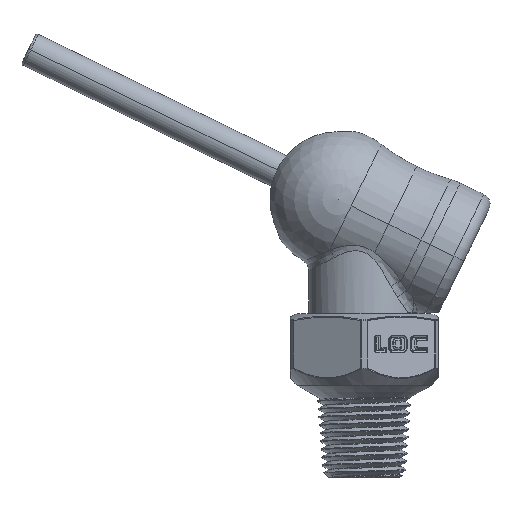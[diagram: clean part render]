
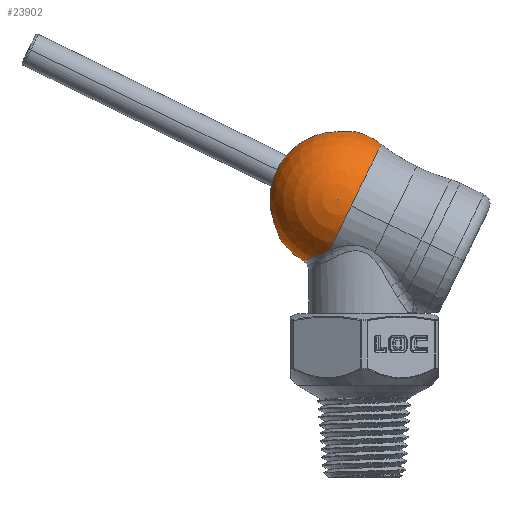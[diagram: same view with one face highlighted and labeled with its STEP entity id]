
A CAD part, top view. The second image highlights one B-rep face of the part: STEP entity #23902.
In plain terms, the highlighted spherical face has radius 8.039 mm.
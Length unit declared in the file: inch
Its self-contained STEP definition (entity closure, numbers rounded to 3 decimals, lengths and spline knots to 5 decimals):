
#1947 = B_SPLINE_CURVE_WITH_KNOTS ( 'NONE', 3,
 ( #29939, #29950, #29944, #29938, #29937, #29936, #29935, #29934, #29933, #29932, #29931, #29930, #29929, #29928 ),
 .UNSPECIFIED., .F., .F.,
 ( 4, 2, 2, 2, 2, 2, 4 ),
 ( 0., 0.0004, 0.00079, 0.00119, 0.00159, 0.00238, 0.00317 ),
 .UNSPECIFIED. ) ;
#1948 = B_SPLINE_CURVE_WITH_KNOTS ( 'NONE', 3,
 ( #29922, #29927, #29926, #29921, #29920, #29919, #29918, #29917, #29916, #29915, #29914, #29913, #29912, #15281 ),
 .UNSPECIFIED., .F., .F.,
 ( 4, 2, 2, 2, 2, 2, 4 ),
 ( 0., 0.0004, 0.00079, 0.00119, 0.00159, 0.00238, 0.00317 ),
 .UNSPECIFIED. ) ;
#1967 = B_SPLINE_CURVE_WITH_KNOTS ( 'NONE', 3,
 ( #15283, #15285, #15282, #15368, #15311, #15287, #15321, #15286, #15290, #15307, #15306, #15297, #15308, #15303 ),
 .UNSPECIFIED., .F., .F.,
 ( 4, 2, 2, 2, 2, 2, 4 ),
 ( 0.00664, 0.0083, 0.00913, 0.00996, 0.01162, 0.01245, 0.01328 ),
 .UNSPECIFIED. ) ;
#2939 = DIRECTION ( 'NONE',  ( 0., 1., 0. ) ) ;
#2940 = DIRECTION ( 'NONE',  ( 0., 0., -1. ) ) ;
#2941 = CARTESIAN_POINT ( 'NONE',  ( 0., 0., 0. ) ) ;
#3223 = DIRECTION ( 'NONE',  ( 0., 0., 1. ) ) ;
#3224 = DIRECTION ( 'NONE',  ( -1., 0., 0. ) ) ;
#3225 = CARTESIAN_POINT ( 'NONE',  ( 0.06587, 0., 0. ) ) ;
#3227 = DIRECTION ( 'NONE',  ( -1., 0., 0. ) ) ;
#3239 = CARTESIAN_POINT ( 'NONE',  ( 0.06587, 0., 0. ) ) ;
#3241 = DIRECTION ( 'NONE',  ( 0., 0., 1. ) ) ;
#4352 = CARTESIAN_POINT ( 'NONE',  ( 0.06587, 0.30957, 0. ) ) ;
#4361 = CARTESIAN_POINT ( 'NONE',  ( -0.06183, 0.3104, 0. ) ) ;
#4367 = CARTESIAN_POINT ( 'NONE',  ( -0.15472, -0.2761, 0. ) ) ;
#4382 = CARTESIAN_POINT ( 'NONE',  ( -0.01876, -0.31594, 0. ) ) ;
#4394 = CARTESIAN_POINT ( 'NONE',  ( 0.06587, -0.22126, 0.21651 ) ) ;
#4397 = CARTESIAN_POINT ( 'NONE',  ( 0.06587, 0., 0.30957 ) ) ;
#5295 = DIRECTION ( 'NONE',  ( 0., 0., -1. ) ) ;
#5297 = CARTESIAN_POINT ( 'NONE',  ( 0., 0., 0. ) ) ;
#5299 = DIRECTION ( 'NONE',  ( 0., 1., 0. ) ) ;
#7905 = EDGE_CURVE ( 'NONE', #9170, #20356, #1947, .T. ) ;
#7906 = EDGE_CURVE ( 'NONE', #9170, #9127, #17725, .T. ) ;
#7907 = EDGE_CURVE ( 'NONE', #20352, #9127, #1948, .T. ) ;
#7908 = EDGE_CURVE ( 'NONE', #20368, #20376, #1967, .T. ) ;
#7929 = EDGE_CURVE ( 'NONE', #20350, #20352, #17736, .T. ) ;
#7974 = EDGE_CURVE ( 'NONE', #20376, #20378, #17839, .T. ) ;
#7975 = EDGE_CURVE ( 'NONE', #20378, #20350, #17841, .T. ) ;
#8000 = EDGE_CURVE ( 'NONE', #20368, #20356, #17893, .T. ) ;
#9127 = VERTEX_POINT ( 'NONE', #28726 ) ;
#9170 = VERTEX_POINT ( 'NONE', #28766 ) ;
#14208 = AXIS2_PLACEMENT_3D ( 'NONE', #5297, #5295, #5299 ) ;
#15215 = DIRECTION ( 'NONE',  ( 1., 0., 0. ) ) ;
#15216 = DIRECTION ( 'NONE',  ( 0., 0., 1. ) ) ;
#15217 = CARTESIAN_POINT ( 'NONE',  ( 0., 0., 0. ) ) ;
#15281 = CARTESIAN_POINT ( 'NONE',  ( -0.13379, 0.27545, 0.08 ) ) ;
#15282 = CARTESIAN_POINT ( 'NONE',  ( -0.01671, -0.31379, 0.04365 ) ) ;
#15283 = CARTESIAN_POINT ( 'NONE',  ( -0.01876, -0.31594, 0. ) ) ;
#15285 = CARTESIAN_POINT ( 'NONE',  ( -0.01876, -0.31594, 0.02207 ) ) ;
#15286 = CARTESIAN_POINT ( 'NONE',  ( 0.0124, -0.28255, 0.14374 ) ) ;
#15287 = CARTESIAN_POINT ( 'NONE',  ( -0.00229, -0.29845, 0.1059 ) ) ;
#15290 = CARTESIAN_POINT ( 'NONE',  ( 0.0217, -0.27235, 0.16126 ) ) ;
#15297 = CARTESIAN_POINT ( 'NONE',  ( 0.05388, -0.23556, 0.2047 ) ) ;
#15303 = CARTESIAN_POINT ( 'NONE',  ( 0.06587, -0.22126, 0.21651 ) ) ;
#15306 = CARTESIAN_POINT ( 'NONE',  ( 0.04255, -0.24872, 0.19137 ) ) ;
#15307 = CARTESIAN_POINT ( 'NONE',  ( 0.03714, -0.25491, 0.18421 ) ) ;
#15308 = CARTESIAN_POINT ( 'NONE',  ( 0.0598, -0.22856, 0.21089 ) ) ;
#15311 = CARTESIAN_POINT ( 'NONE',  ( -0.00817, -0.30474, 0.08579 ) ) ;
#15321 = CARTESIAN_POINT ( 'NONE',  ( 0.00108, -0.29483, 0.11562 ) ) ;
#15368 = CARTESIAN_POINT ( 'NONE',  ( -0.01069, -0.30742, 0.07531 ) ) ;
#17052 = AXIS2_PLACEMENT_3D ( 'NONE', #29925, #29924, #29923 ) ;
#17061 = AXIS2_PLACEMENT_3D ( 'NONE', #15217, #15216, #15215 ) ;
#17085 = AXIS2_PLACEMENT_3D ( 'NONE', #3225, #3224, #3223 ) ;
#17086 = AXIS2_PLACEMENT_3D ( 'NONE', #3239, #3227, #3241 ) ;
#17097 = AXIS2_PLACEMENT_3D ( 'NONE', #2941, #2940, #2939 ) ;
#17405 = EDGE_LOOP ( 'NONE', ( #29831, #29757, #29784, #29787, #29763, #29786, #29725, #29731 ) ) ;
#17725 = CIRCLE ( 'NONE', #17052, 0.30622 ) ;
#17736 = CIRCLE ( 'NONE', #17061, 0.3165 ) ;
#17839 = CIRCLE ( 'NONE', #17085, 0.30957 ) ;
#17841 = CIRCLE ( 'NONE', #17086, 0.30957 ) ;
#17893 = CIRCLE ( 'NONE', #17097, 0.3165 ) ;
#20350 = VERTEX_POINT ( 'NONE', #4352 ) ;
#20352 = VERTEX_POINT ( 'NONE', #4361 ) ;
#20356 = VERTEX_POINT ( 'NONE', #4367 ) ;
#20368 = VERTEX_POINT ( 'NONE', #4382 ) ;
#20376 = VERTEX_POINT ( 'NONE', #4394 ) ;
#20378 = VERTEX_POINT ( 'NONE', #4397 ) ;
#23902 = ADVANCED_FACE ( 'NONE', ( #28539 ), #28537, .T. ) ;
#28537 = SPHERICAL_SURFACE ( 'NONE', #14208, 0.3165 ) ;
#28539 = FACE_OUTER_BOUND ( 'NONE', #17405, .T. ) ;
#28726 = CARTESIAN_POINT ( 'NONE',  ( -0.13379, 0.27545, 0.08 ) ) ;
#28766 = CARTESIAN_POINT ( 'NONE',  ( -0.21236, -0.22063, 0.08 ) ) ;
#29725 = ORIENTED_EDGE ( 'NONE', *, *, #7906, .F. ) ;
#29731 = ORIENTED_EDGE ( 'NONE', *, *, #7905, .T. ) ;
#29757 = ORIENTED_EDGE ( 'NONE', *, *, #7908, .T. ) ;
#29763 = ORIENTED_EDGE ( 'NONE', *, *, #7929, .T. ) ;
#29784 = ORIENTED_EDGE ( 'NONE', *, *, #7974, .T. ) ;
#29786 = ORIENTED_EDGE ( 'NONE', *, *, #7907, .T. ) ;
#29787 = ORIENTED_EDGE ( 'NONE', *, *, #7975, .T. ) ;
#29831 = ORIENTED_EDGE ( 'NONE', *, *, #8000, .F. ) ;
#29912 = CARTESIAN_POINT ( 'NONE',  ( -0.12429, 0.28007, 0.08 ) ) ;
#29913 = CARTESIAN_POINT ( 'NONE',  ( -0.11484, 0.28465, 0.07788 ) ) ;
#29914 = CARTESIAN_POINT ( 'NONE',  ( -0.09754, 0.29306, 0.06989 ) ) ;
#29915 = CARTESIAN_POINT ( 'NONE',  ( -0.08952, 0.29695, 0.06393 ) ) ;
#29916 = CARTESIAN_POINT ( 'NONE',  ( -0.07957, 0.30178, 0.05286 ) ) ;
#29917 = CARTESIAN_POINT ( 'NONE',  ( -0.07653, 0.30326, 0.04874 ) ) ;
#29918 = CARTESIAN_POINT ( 'NONE',  ( -0.07132, 0.30579, 0.04005 ) ) ;
#29919 = CARTESIAN_POINT ( 'NONE',  ( -0.06911, 0.30687, 0.03546 ) ) ;
#29920 = CARTESIAN_POINT ( 'NONE',  ( -0.0655, 0.30862, 0.02577 ) ) ;
#29921 = CARTESIAN_POINT ( 'NONE',  ( -0.06412, 0.30929, 0.02069 ) ) ;
#29922 = CARTESIAN_POINT ( 'NONE',  ( -0.06183, 0.3104, 0. ) ) ;
#29923 = DIRECTION ( 'NONE',  ( 1., 0., 0. ) ) ;
#29924 = DIRECTION ( 'NONE',  ( 0., 0., -1. ) ) ;
#29925 = CARTESIAN_POINT ( 'NONE',  ( 0., 0., 0.08 ) ) ;
#29926 = CARTESIAN_POINT ( 'NONE',  ( -0.06229, 0.31018, 0.01048 ) ) ;
#29927 = CARTESIAN_POINT ( 'NONE',  ( -0.06183, 0.3104, 0.00528 ) ) ;
#29928 = CARTESIAN_POINT ( 'NONE',  ( -0.15472, -0.2761, 0. ) ) ;
#29929 = CARTESIAN_POINT ( 'NONE',  ( -0.15472, -0.2761, 0.01056 ) ) ;
#29930 = CARTESIAN_POINT ( 'NONE',  ( -0.15625, -0.27463, 0.02106 ) ) ;
#29931 = CARTESIAN_POINT ( 'NONE',  ( -0.16201, -0.26909, 0.0403 ) ) ;
#29932 = CARTESIAN_POINT ( 'NONE',  ( -0.1663, -0.26496, 0.04921 ) ) ;
#29933 = CARTESIAN_POINT ( 'NONE',  ( -0.17428, -0.25728, 0.06028 ) ) ;
#29934 = CARTESIAN_POINT ( 'NONE',  ( -0.17724, -0.25443, 0.06365 ) ) ;
#29935 = CARTESIAN_POINT ( 'NONE',  ( -0.18351, -0.2484, 0.06945 ) ) ;
#29936 = CARTESIAN_POINT ( 'NONE',  ( -0.18681, -0.24521, 0.0719 ) ) ;
#29937 = CARTESIAN_POINT ( 'NONE',  ( -0.19379, -0.2385, 0.07592 ) ) ;
#29938 = CARTESIAN_POINT ( 'NONE',  ( -0.19745, -0.23498, 0.07745 ) ) ;
#29939 = CARTESIAN_POINT ( 'NONE',  ( -0.21236, -0.22063, 0.08 ) ) ;
#29944 = CARTESIAN_POINT ( 'NONE',  ( -0.20481, -0.22789, 0.07948 ) ) ;
#29950 = CARTESIAN_POINT ( 'NONE',  ( -0.20855, -0.22429, 0.08 ) ) ;
